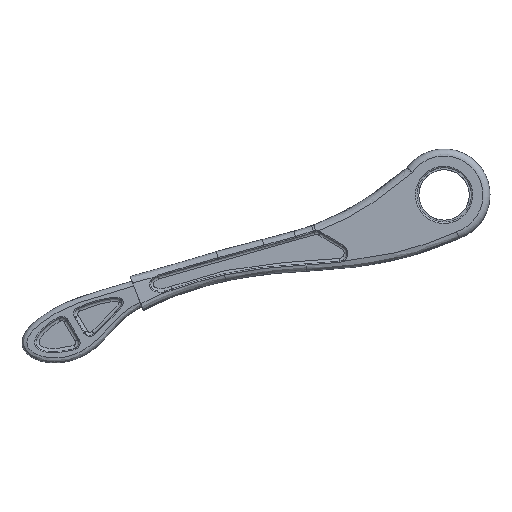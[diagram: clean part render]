
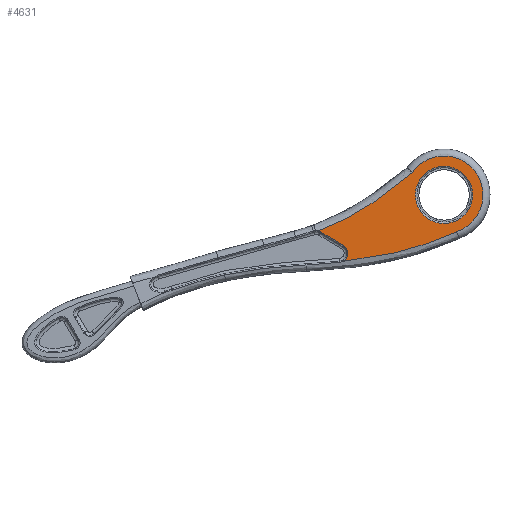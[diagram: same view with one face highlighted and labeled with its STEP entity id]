
A CAD part, left-side view. The second image highlights one B-rep face of the part: STEP entity #4631.
In plain terms, the highlighted face is planar.
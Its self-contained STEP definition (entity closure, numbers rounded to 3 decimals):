
#45=FACE_BOUND('',#1314,.T.);
#88=PLANE('',#4997);
#132=LINE('',#7900,#297);
#297=VECTOR('',#5234,10.);
#704=CIRCLE('',#4996,19.467);
#1013=FACE_OUTER_BOUND('',#1313,.T.);
#1313=EDGE_LOOP('',(#3981,#3982,#3983,#3984,#3985,#3986));
#1314=EDGE_LOOP('',(#3987));
#1407=B_SPLINE_CURVE_WITH_KNOTS('',3,(#7886,#7887,#7888,#7889),
 .UNSPECIFIED.,.F.,.F.,(4,4),(0.,0.144),.UNSPECIFIED.);
#1409=B_SPLINE_CURVE_WITH_KNOTS('',3,(#7940,#7941,#7942,#7943,#7944,#7945,
#7946),.UNSPECIFIED.,.F.,.F.,(4,1,1,1,4),(0.,0.161,
0.483,0.806,0.977),.UNSPECIFIED.);
#1443=B_SPLINE_CURVE_WITH_KNOTS('',3,(#9015,#9016,#9017,#9018,#9019,#9020,
#9021,#9022,#9023),.UNSPECIFIED.,.F.,.F.,(4,2,1,1,1,4),(-15.245,
-15.202,-12.787,-11.982,-10.372,
-9.681),.UNSPECIFIED.);
#1629=B_SPLINE_CURVE_WITH_KNOTS('',3,(#31650,#31651,#31652,#31653,#31654,
#31655,#31656,#31657,#31658,#31659),.UNSPECIFIED.,.F.,.F.,(4,1,1,1,1,2,
4),(-5.891,-5.522,-4.418,-3.313,
-2.209,0.,0.015),.UNSPECIFIED.);
#1635=B_SPLINE_CURVE_WITH_KNOTS('',3,(#32090,#32091,#32092,#32093,#32094,
#32095,#32096,#32097,#32098,#32099,#32100,#32101,#32102,#32103,#32104,#32105,
#32106),.UNSPECIFIED.,.T.,.F.,(4,1,1,1,1,1,1,1,1,1,1,1,1,1,4),(-8.949,
-8.309,-7.67,-7.244,-6.392,
-5.966,-5.113,-4.261,-3.835,
-2.983,-2.557,-1.918,-1.278,
-0.639,0.),.UNSPECIFIED.);
#1727=VERTEX_POINT('',#7882);
#1729=VERTEX_POINT('',#7885);
#1731=VERTEX_POINT('',#7897);
#1733=VERTEX_POINT('',#7937);
#1766=VERTEX_POINT('',#9014);
#2038=VERTEX_POINT('',#31633);
#2041=VERTEX_POINT('',#32089);
#2194=EDGE_CURVE('',#1729,#1727,#1407,.T.);
#2198=EDGE_CURVE('',#1727,#1731,#132,.T.);
#2201=EDGE_CURVE('',#1731,#1733,#1409,.T.);
#2252=EDGE_CURVE('',#1766,#1729,#1443,.T.);
#2695=EDGE_CURVE('',#1733,#2038,#1629,.T.);
#2696=EDGE_CURVE('',#2038,#1766,#704,.T.);
#2703=EDGE_CURVE('',#2041,#2041,#1635,.T.);
#3981=ORIENTED_EDGE('',*,*,#2194,.T.);
#3982=ORIENTED_EDGE('',*,*,#2198,.T.);
#3983=ORIENTED_EDGE('',*,*,#2201,.T.);
#3984=ORIENTED_EDGE('',*,*,#2695,.T.);
#3985=ORIENTED_EDGE('',*,*,#2696,.T.);
#3986=ORIENTED_EDGE('',*,*,#2252,.T.);
#3987=ORIENTED_EDGE('',*,*,#2703,.T.);
#4631=ADVANCED_FACE('',(#1013,#45),#88,.F.);
#4996=AXIS2_PLACEMENT_3D('',#31661,#5826,#5827);
#4997=AXIS2_PLACEMENT_3D('',#32088,#5829,#5830);
#5234=DIRECTION('',(0.,-0.788,-0.616));
#5826=DIRECTION('center_axis',(1.,0.,0.));
#5827=DIRECTION('ref_axis',(0.,0.266,-0.964));
#5829=DIRECTION('center_axis',(-1.,0.,0.));
#5830=DIRECTION('ref_axis',(0.,0.731,0.682));
#7882=CARTESIAN_POINT('',(3.5,4.811,64.096));
#7885=CARTESIAN_POINT('',(3.5,5.78,65.15));
#7886=CARTESIAN_POINT('Ctrl Pts',(3.5,5.78,65.15));
#7887=CARTESIAN_POINT('Ctrl Pts',(3.5,5.516,64.75));
#7888=CARTESIAN_POINT('Ctrl Pts',(3.5,5.189,64.391));
#7889=CARTESIAN_POINT('Ctrl Pts',(3.5,4.811,64.096));
#7897=CARTESIAN_POINT('',(3.5,-5.606,55.943));
#7900=CARTESIAN_POINT('',(3.5,6.843,65.686));
#7937=CARTESIAN_POINT('',(3.5,-12.867,59.206));
#7940=CARTESIAN_POINT('Ctrl Pts',(3.5,-5.606,55.943));
#7941=CARTESIAN_POINT('Ctrl Pts',(3.5,-6.029,55.612));
#7942=CARTESIAN_POINT('Ctrl Pts',(3.5,-7.475,54.842));
#7943=CARTESIAN_POINT('Ctrl Pts',(3.5,-10.334,54.99));
#7944=CARTESIAN_POINT('Ctrl Pts',(3.5,-12.42,57.008));
#7945=CARTESIAN_POINT('Ctrl Pts',(3.5,-12.831,58.635));
#7946=CARTESIAN_POINT('Ctrl Pts',(3.5,-12.867,59.206));
#9014=CARTESIAN_POINT('',(3.5,16.19,10.81));
#9015=CARTESIAN_POINT('Ctrl Pts',(3.5,16.19,10.81));
#9016=CARTESIAN_POINT('Ctrl Pts',(3.5,16.143,10.945));
#9017=CARTESIAN_POINT('Ctrl Pts',(3.5,16.096,11.079));
#9018=CARTESIAN_POINT('Ctrl Pts',(3.5,13.403,18.818));
#9019=CARTESIAN_POINT('Ctrl Pts',(3.5,10.23,29.077));
#9020=CARTESIAN_POINT('Ctrl Pts',(3.5,6.948,44.861));
#9021=CARTESIAN_POINT('Ctrl Pts',(3.5,5.818,55.177));
#9022=CARTESIAN_POINT('Ctrl Pts',(3.5,5.744,62.848));
#9023=CARTESIAN_POINT('Ctrl Pts',(3.5,5.78,65.15));
#31633=CARTESIAN_POINT('',(3.5,-19.453,0.731));
#31650=CARTESIAN_POINT('Ctrl Pts',(3.5,-12.867,59.206));
#31651=CARTESIAN_POINT('Ctrl Pts',(3.5,-13.191,58.02));
#31652=CARTESIAN_POINT('Ctrl Pts',(3.5,-14.455,53.271));
#31653=CARTESIAN_POINT('Ctrl Pts',(3.5,-16.405,44.893));
#31654=CARTESIAN_POINT('Ctrl Pts',(3.5,-18.266,33.992));
#31655=CARTESIAN_POINT('Ctrl Pts',(3.5,-19.801,19.323));
#31656=CARTESIAN_POINT('Ctrl Pts',(3.5,-19.859,8.237));
#31657=CARTESIAN_POINT('Ctrl Pts',(3.5,-19.459,0.833));
#31658=CARTESIAN_POINT('Ctrl Pts',(3.5,-19.456,0.782));
#31659=CARTESIAN_POINT('Ctrl Pts',(3.5,-19.453,0.731));
#31661=CARTESIAN_POINT('Origin',(3.5,0.,0.));
#32088=CARTESIAN_POINT('Origin',(3.5,4.318,68.845));
#32089=CARTESIAN_POINT('',(3.5,-14.307,0.));
#32090=CARTESIAN_POINT('Ctrl Pts',(3.5,-14.307,0.));
#32091=CARTESIAN_POINT('Ctrl Pts',(3.5,-14.307,2.14));
#32092=CARTESIAN_POINT('Ctrl Pts',(3.5,-13.331,6.423));
#32093=CARTESIAN_POINT('Ctrl Pts',(3.5,-9.68,10.99));
#32094=CARTESIAN_POINT('Ctrl Pts',(3.5,-4.055,14.246));
#32095=CARTESIAN_POINT('Ctrl Pts',(3.5,1.886,14.693));
#32096=CARTESIAN_POINT('Ctrl Pts',(3.5,8.608,12.054));
#32097=CARTESIAN_POINT('Ctrl Pts',(3.5,13.69,6.593));
#32098=CARTESIAN_POINT('Ctrl Pts',(3.5,14.792,-0.786));
#32099=CARTESIAN_POINT('Ctrl Pts',(3.5,12.663,-7.687));
#32100=CARTESIAN_POINT('Ctrl Pts',(3.5,8.609,-12.053));
#32101=CARTESIAN_POINT('Ctrl Pts',(3.5,2.557,-14.422));
#32102=CARTESIAN_POINT('Ctrl Pts',(3.5,-3.291,-14.425));
#32103=CARTESIAN_POINT('Ctrl Pts',(3.5,-9.226,-11.567));
#32104=CARTESIAN_POINT('Ctrl Pts',(3.5,-13.33,-6.42));
#32105=CARTESIAN_POINT('Ctrl Pts',(3.5,-14.307,-2.14));
#32106=CARTESIAN_POINT('Ctrl Pts',(3.5,-14.307,0.));
